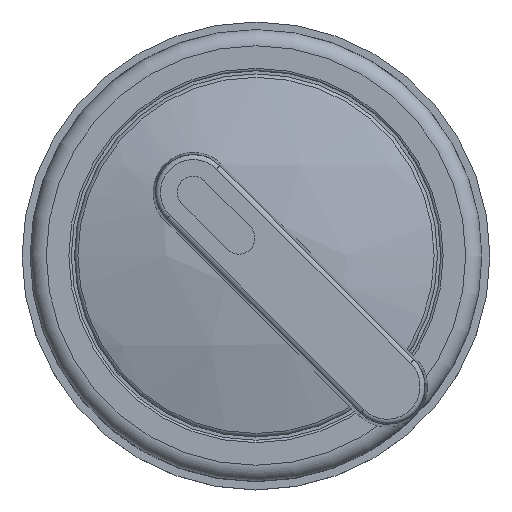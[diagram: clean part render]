
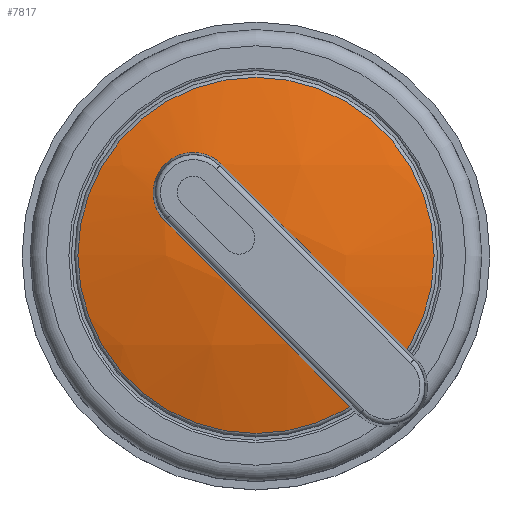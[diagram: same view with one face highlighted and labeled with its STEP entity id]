
A CAD part, top view. The second image highlights one B-rep face of the part: STEP entity #7817.
In plain terms, the highlighted spherical face has radius 37.5 mm.
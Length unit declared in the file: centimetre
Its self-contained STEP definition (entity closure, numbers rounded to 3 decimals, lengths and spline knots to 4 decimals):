
#13=SPHERICAL_SURFACE($,#8509,3.75);
#240=FACE_BOUND($,#2418,.T.);
#241=FACE_BOUND($,#2419,.T.);
#545=B_SPLINE_CURVE_WITH_KNOTS($,3,(#16633,#16634,#16635,#16636,#16637,
#16638,#16639,#16640,#16641,#16642,#16643,#16644,#16645,#16646,#16647,#16648,
#16649,#16650),.UNSPECIFIED.,.F.,.F.,(4,2,2,2,2,2,2,2,4),(0.,0.0944,
0.1887,0.2826,0.3765,0.4704,
0.5643,0.6586,0.753),.UNSPECIFIED.);
#2418=EDGE_LOOP($,(#6037,#6038,#6039,#6040));
#2419=EDGE_LOOP($,(#6041));
#2890=CIRCLE($,#8502,3.7369);
#2891=CIRCLE($,#8506,3.7369);
#2892=CIRCLE($,#8508,1.0837);
#2893=CIRCLE($,#8510,1.1038);
#3508=VERTEX_POINT($,#16624);
#3509=VERTEX_POINT($,#16626);
#3510=VERTEX_POINT($,#16631);
#3511=VERTEX_POINT($,#16652);
#3512=VERTEX_POINT($,#16658);
#4437=EDGE_CURVE($,#3509,#3508,#2890,.T.);
#4440=EDGE_CURVE($,#3508,#3510,#545,.T.);
#4442=EDGE_CURVE($,#3510,#3511,#2891,.T.);
#4443=EDGE_CURVE($,#3511,#3509,#2892,.T.);
#4444=EDGE_CURVE($,#3512,#3512,#2893,.T.);
#6037=ORIENTED_EDGE($,*,*,#4437,.T.);
#6038=ORIENTED_EDGE($,*,*,#4440,.T.);
#6039=ORIENTED_EDGE($,*,*,#4442,.T.);
#6040=ORIENTED_EDGE($,*,*,#4443,.T.);
#6041=ORIENTED_EDGE($,*,*,#4444,.F.);
#7817=ADVANCED_FACE($,(#240,#241),#13,.T.);
#8502=AXIS2_PLACEMENT_3D($,#16627,#9910,#9911);
#8506=AXIS2_PLACEMENT_3D($,#16654,#9921,#9922);
#8508=AXIS2_PLACEMENT_3D($,#16656,#9925,#9926);
#8509=AXIS2_PLACEMENT_3D($,#16657,#9927,#9928);
#8510=AXIS2_PLACEMENT_3D($,#16659,#9929,#9930);
#9910=DIRECTION('center_axis',(-0.707,-0.707,0.017));
#9911=DIRECTION('ref_axis',(0.,0.025,1.));
#9921=DIRECTION('center_axis',(0.707,0.707,0.017));
#9922=DIRECTION('ref_axis',(0.,0.025,-1.));
#9925=DIRECTION('center_axis',(0.,0.,
-1.));
#9926=DIRECTION('ref_axis',(0.,-1.,0.));
#9927=DIRECTION('center_axis',(0.,-1.,0.));
#9928=DIRECTION('ref_axis',(1.,0.,0.));
#9929=DIRECTION('center_axis',(0.,0.,
-1.));
#9930=DIRECTION('ref_axis',(1.,0.,0.));
#16624=CARTESIAN_POINT('',(-0.5643,0.2135,1.5361));
#16626=CARTESIAN_POINT('',(0.5688,-0.9224,1.425));
#16627=CARTESIAN_POINT('Origin',(-0.221,-0.221,
-2.1595));
#16631=CARTESIAN_POINT('',(-0.2135,0.5643,1.5361));
#16633=CARTESIAN_POINT('Ctrl Pts',(-0.5643,0.2135,
1.5361));
#16634=CARTESIAN_POINT('Ctrl Pts',(-0.5864,0.2354,
1.5315));
#16635=CARTESIAN_POINT('Ctrl Pts',(-0.6055,0.2633,
1.5266));
#16636=CARTESIAN_POINT('Ctrl Pts',(-0.631,0.3244,
1.5174));
#16637=CARTESIAN_POINT('Ctrl Pts',(-0.6374,0.3576,
1.5132));
#16638=CARTESIAN_POINT('Ctrl Pts',(-0.6375,0.42,
1.5066));
#16639=CARTESIAN_POINT('Ctrl Pts',(-0.6313,0.4533,
1.5037));
#16640=CARTESIAN_POINT('Ctrl Pts',(-0.606,0.5146,
1.4999));
#16641=CARTESIAN_POINT('Ctrl Pts',(-0.5869,0.5426,
1.499));
#16642=CARTESIAN_POINT('Ctrl Pts',(-0.5426,0.5869,
1.499));
#16643=CARTESIAN_POINT('Ctrl Pts',(-0.5146,0.606,
1.4999));
#16644=CARTESIAN_POINT('Ctrl Pts',(-0.4533,0.6313,
1.5037));
#16645=CARTESIAN_POINT('Ctrl Pts',(-0.42,0.6375,
1.5066));
#16646=CARTESIAN_POINT('Ctrl Pts',(-0.3576,0.6374,
1.5132));
#16647=CARTESIAN_POINT('Ctrl Pts',(-0.3244,0.631,
1.5174));
#16648=CARTESIAN_POINT('Ctrl Pts',(-0.2633,0.6055,
1.5266));
#16649=CARTESIAN_POINT('Ctrl Pts',(-0.2354,0.5864,
1.5315));
#16650=CARTESIAN_POINT('Ctrl Pts',(-0.2135,0.5643,
1.5361));
#16652=CARTESIAN_POINT('',(0.9224,-0.5688,1.425));
#16654=CARTESIAN_POINT('Origin',(0.221,0.221,-2.1595));
#16656=CARTESIAN_POINT('Origin',(0.,0.,
1.425));
#16657=CARTESIAN_POINT('Origin',(0.,0.,
-2.165));
#16658=CARTESIAN_POINT('',(1.1038,0.,1.4189));
#16659=CARTESIAN_POINT('Origin',(0.,0.,
1.4189));
